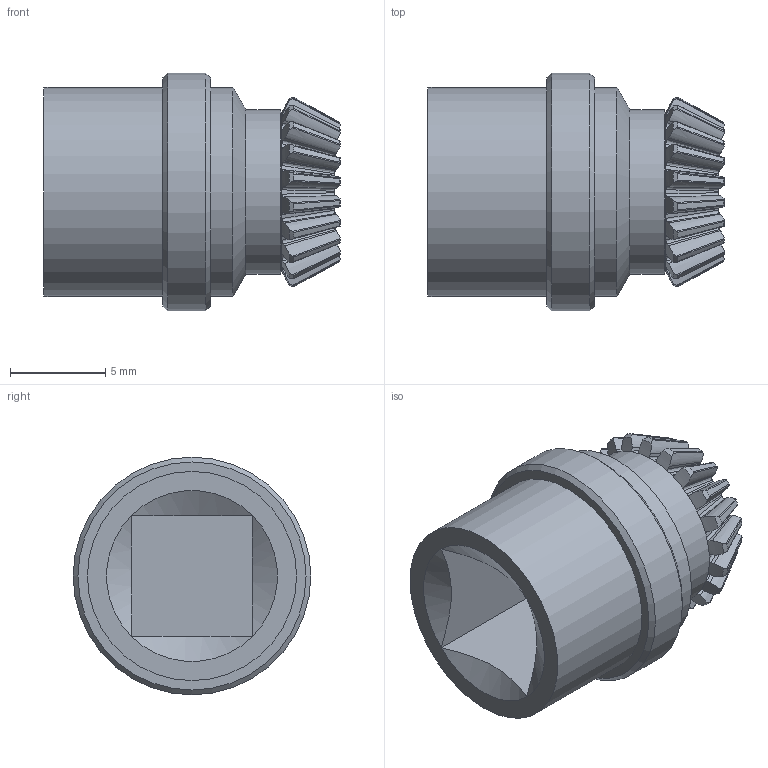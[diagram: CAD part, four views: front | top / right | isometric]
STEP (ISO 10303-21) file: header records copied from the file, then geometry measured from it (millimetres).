
FILE_DESCRIPTION(/* description */ ('','CAx-IF Rec.Pracs.---Representation and Presentation of Product Manufacturing Information (PMI)---4.0---2014-10-13'),/* implementation_level */ '2;1');
FILE_NAME(/* name */ 'Extension A.step',/* time_stamp */ '2025-03-23T18:00:21-07:00',/* author */ (''),/* organization */ (''),/* preprocessor_version */ 'ST-DEVELOPER v20',/* originating_system */ 'Autodesk Translation Framework v13.20.0.188',/* authorisation */ '');
FILE_SCHEMA (('AP242_MANAGED_MODEL_BASED_3D_ENGINEERING_MIM_LF { 1 0 10303 442 1 1 4 }'));
Length unit declared in the file: millimetre
Products named in the file (1): Extension A
Bounding box: 15.55 x 12.49 x 12.49 mm (x, y, z)
Volume: 979.7 mm3; surface area: 1011.4 mm2
Topology: 1 solids, 1 shells, 268 faces, 770 edges, 510 vertices
Faces by surface type: bspline 140, cone 70, plane 52, cylinder 6
Full cylindrical faces by diameter (mm): 3 x1, 7.938 x1, 8.667 x1, 10.986 x2, 12.486 x1
Entity records: 15006 total; most frequent: CARTESIAN_POINT 8994, ORIENTED_EDGE 1540, DIRECTION 810, EDGE_CURVE 770, VERTEX_POINT 510, B_SPLINE_CURVE_WITH_KNOTS 360, AXIS2_PLACEMENT_3D 275, EDGE_LOOP 274
